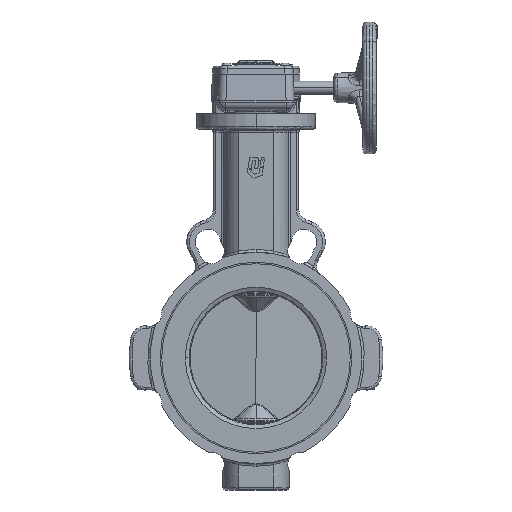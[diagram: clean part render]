
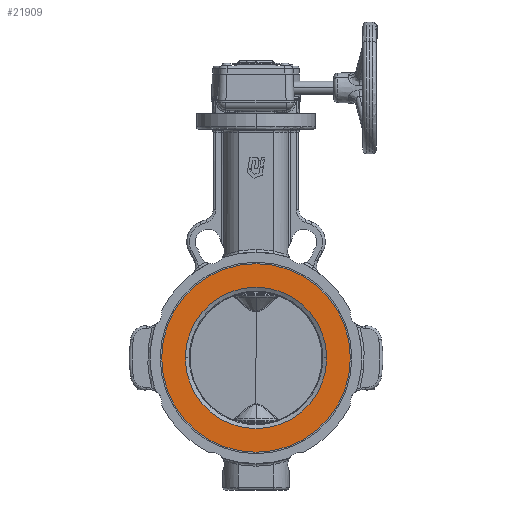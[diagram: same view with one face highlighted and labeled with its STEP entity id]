
A CAD part, left-side view. The second image highlights one B-rep face of the part: STEP entity #21909.
In plain terms, the highlighted planar face has unit normal (-1, 0, 0).
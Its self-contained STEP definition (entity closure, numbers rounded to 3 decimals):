
#1943=CARTESIAN_POINT('',(-26.1,-71.4,0.));
#1944=VERTEX_POINT('',#1943);
#1945=CARTESIAN_POINT('',(-26.1,71.4,-0.));
#1946=VERTEX_POINT('',#1945);
#1947=CARTESIAN_POINT('',(-26.1,0.,0.));
#1948=DIRECTION('',(1.,-0.,-0.));
#1949=DIRECTION('',(-0.,-1.,-0.));
#1950=AXIS2_PLACEMENT_3D('',#1947,#1948,#1949);
#1951=CIRCLE('',#1950,71.4);
#1952=EDGE_CURVE('NONE',#1944,#1946,#1951,.T.);
#2326=CARTESIAN_POINT('',(-26.1,53.514,0.));
#2327=VERTEX_POINT('',#2326);
#2334=CARTESIAN_POINT('',(-26.1,-53.514,-0.));
#2335=VERTEX_POINT('',#2334);
#2336=CARTESIAN_POINT('',(-26.1,0.,0.));
#2337=DIRECTION('',(1.,-0.,-0.));
#2338=DIRECTION('',(-0.,-1.,-0.));
#2339=AXIS2_PLACEMENT_3D('',#2336,#2337,#2338);
#2340=CIRCLE('',#2339,53.514);
#2341=EDGE_CURVE('NONE',#2335,#2327,#2340,.T.);
#21669=CARTESIAN_POINT('',(-26.1,0.,0.));
#21670=DIRECTION('',(1.,-0.,-0.));
#21671=DIRECTION('',(-0.,-1.,-0.));
#21672=AXIS2_PLACEMENT_3D('',#21669,#21670,#21671);
#21673=CIRCLE('',#21672,53.514);
#21674=EDGE_CURVE('NONE',#2327,#2335,#21673,.T.);
#21836=CARTESIAN_POINT('',(-26.1,0.,0.));
#21837=DIRECTION('',(1.,-0.,-0.));
#21838=DIRECTION('',(-0.,-1.,-0.));
#21839=AXIS2_PLACEMENT_3D('',#21836,#21837,#21838);
#21840=CIRCLE('',#21839,71.4);
#21841=EDGE_CURVE('NONE',#1946,#1944,#21840,.T.);
#21896=CARTESIAN_POINT('',(-26.1,-62.457,-0.));
#21897=DIRECTION('',(-1.,0.,0.));
#21898=DIRECTION('',(-0.,0.,-1.));
#21899=AXIS2_PLACEMENT_3D('',#21896,#21897,#21898);
#21900=PLANE('',#21899);
#21901=ORIENTED_EDGE('',*,*,#1952,.F.);
#21902=ORIENTED_EDGE('',*,*,#21841,.F.);
#21903=EDGE_LOOP('',(#21901,#21902));
#21904=FACE_BOUND('',#21903,.T.);
#21905=ORIENTED_EDGE('',*,*,#2341,.T.);
#21906=ORIENTED_EDGE('',*,*,#21674,.T.);
#21907=EDGE_LOOP('',(#21905,#21906));
#21908=FACE_BOUND('',#21907,.T.);
#21909=ADVANCED_FACE('NONE',(#21904,#21908),#21900,.T.);
